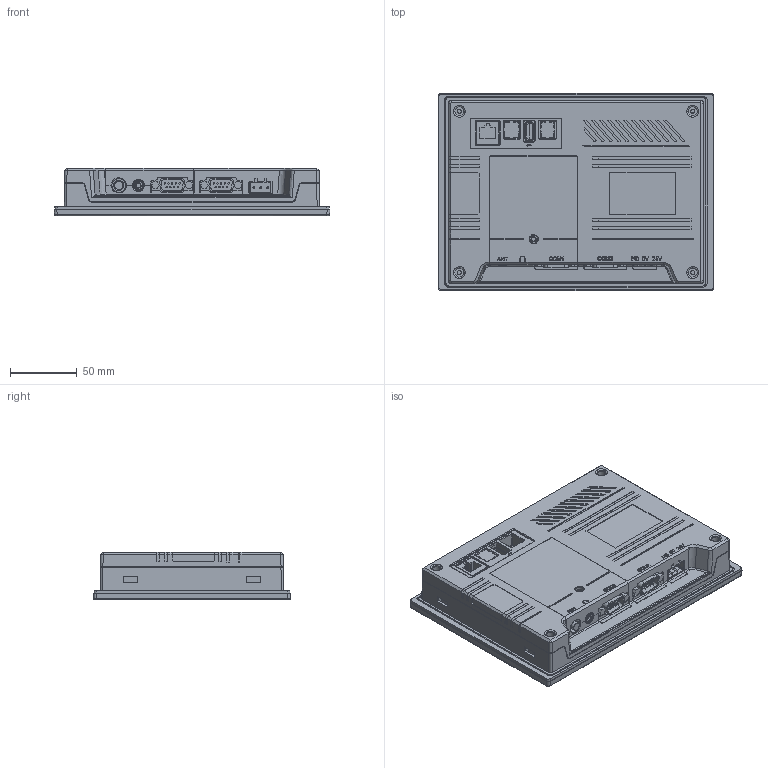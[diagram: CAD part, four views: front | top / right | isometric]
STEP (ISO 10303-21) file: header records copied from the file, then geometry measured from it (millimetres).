
FILE_DESCRIPTION(/* description */ (''),/* implementation_level */ '2;1');
FILE_NAME(/* name */ 'ht',/* time_stamp */ '2022-08-15T16:31:18+08:00',/* author */ (''),/* organization */ (''),/* preprocessor_version */ 'ST-DEVELOPER v16.5',/* originating_system */ '',/* authorisation */ '');
FILE_SCHEMA (('AUTOMOTIVE_DESIGN'));
Products named in the file (1): Document
Bounding box: 205.81 x 147.16 x 35.7 mm (x, y, z)
Volume: 726589.1 mm3; surface area: 188708.3 mm2
Topology: 1 solids, 1 shells, 3873 faces, 11202 edges, 7367 vertices
Faces by surface type: plane 3102, bspline 771
Entity records: 131852 total; most frequent: CARTESIAN_POINT 59203, ORIENTED_EDGE 22370, EDGE_CURVE 11185, B_SPLINE_CURVE_WITH_KNOTS 10358, VERTEX_POINT 7367, EDGE_LOOP 4052, ADVANCED_FACE 3873, FACE_OUTER_BOUND 3873
